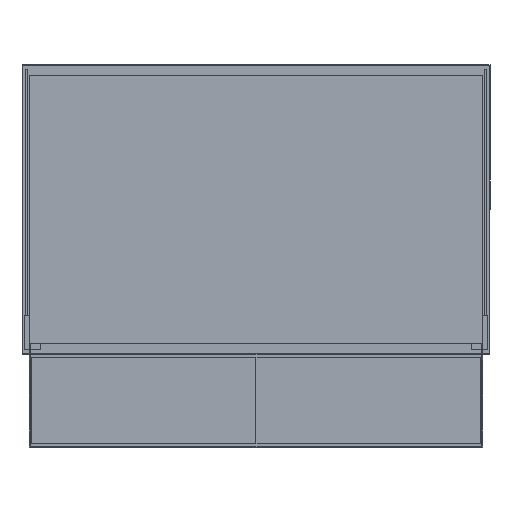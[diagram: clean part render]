
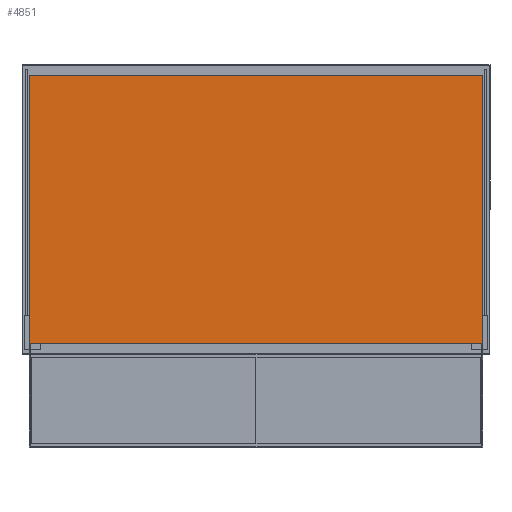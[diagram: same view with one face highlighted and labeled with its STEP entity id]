
A CAD part, front view. The second image highlights one B-rep face of the part: STEP entity #4851.
In plain terms, the highlighted planar face has unit normal (0, -1, 0).
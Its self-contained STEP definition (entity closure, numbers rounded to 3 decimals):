
#112 = DIRECTION ( 'NONE',  ( 0., 0., 1. ) ) ;
#161 = LINE ( 'NONE', #3340, #3575 ) ;
#278 = LINE ( 'NONE', #1451, #6622 ) ;
#808 = CARTESIAN_POINT ( 'NONE',  ( -545., 0., 323. ) ) ;
#1330 = ORIENTED_EDGE ( 'NONE', *, *, #6640, .F. ) ;
#1451 = CARTESIAN_POINT ( 'NONE',  ( 545., 0., -323. ) ) ;
#1555 = ORIENTED_EDGE ( 'NONE', *, *, #7075, .F. ) ;
#1674 = CARTESIAN_POINT ( 'NONE',  ( -545., 0., -323. ) ) ;
#2274 = DIRECTION ( 'NONE',  ( 0., 0., -1. ) ) ;
#2732 = VERTEX_POINT ( 'NONE', #4676 ) ;
#3067 = VECTOR ( 'NONE', #8341, 1000. ) ;
#3245 = AXIS2_PLACEMENT_3D ( 'NONE', #7991, #9481, #6528 ) ;
#3340 = CARTESIAN_POINT ( 'NONE',  ( -545., 0., -323. ) ) ;
#3575 = VECTOR ( 'NONE', #4102, 1000. ) ;
#3876 = EDGE_LOOP ( 'NONE', ( #1555, #1330, #6145, #9544 ) ) ;
#4102 = DIRECTION ( 'NONE',  ( -1., 0., 0. ) ) ;
#4237 = LINE ( 'NONE', #7432, #3067 ) ;
#4676 = CARTESIAN_POINT ( 'NONE',  ( 545., 0., 323. ) ) ;
#4806 = VECTOR ( 'NONE', #112, 1000. ) ;
#4818 = EDGE_CURVE ( 'NONE', #8234, #6955, #161, .T. ) ;
#4851 = ADVANCED_FACE ( 'NONE', ( #6631 ), #5794, .F. ) ;
#4866 = CARTESIAN_POINT ( 'NONE',  ( -545., 0., -323. ) ) ;
#5324 = VERTEX_POINT ( 'NONE', #808 ) ;
#5794 = PLANE ( 'NONE',  #3245 ) ;
#6145 = ORIENTED_EDGE ( 'NONE', *, *, #7212, .F. ) ;
#6422 = CARTESIAN_POINT ( 'NONE',  ( 545., 0., -323. ) ) ;
#6528 = DIRECTION ( 'NONE',  ( 0., 0., 1. ) ) ;
#6622 = VECTOR ( 'NONE', #2274, 1000. ) ;
#6631 = FACE_OUTER_BOUND ( 'NONE', #3876, .T. ) ;
#6640 = EDGE_CURVE ( 'NONE', #5324, #2732, #4237, .T. ) ;
#6955 = VERTEX_POINT ( 'NONE', #4866 ) ;
#7075 = EDGE_CURVE ( 'NONE', #2732, #8234, #278, .T. ) ;
#7212 = EDGE_CURVE ( 'NONE', #6955, #5324, #9275, .T. ) ;
#7432 = CARTESIAN_POINT ( 'NONE',  ( -545., 0., 323. ) ) ;
#7991 = CARTESIAN_POINT ( 'NONE',  ( 0., 0., 0. ) ) ;
#8234 = VERTEX_POINT ( 'NONE', #6422 ) ;
#8341 = DIRECTION ( 'NONE',  ( 1., 0., 0. ) ) ;
#9275 = LINE ( 'NONE', #1674, #4806 ) ;
#9481 = DIRECTION ( 'NONE',  ( 0., 1., 0. ) ) ;
#9544 = ORIENTED_EDGE ( 'NONE', *, *, #4818, .F. ) ;
